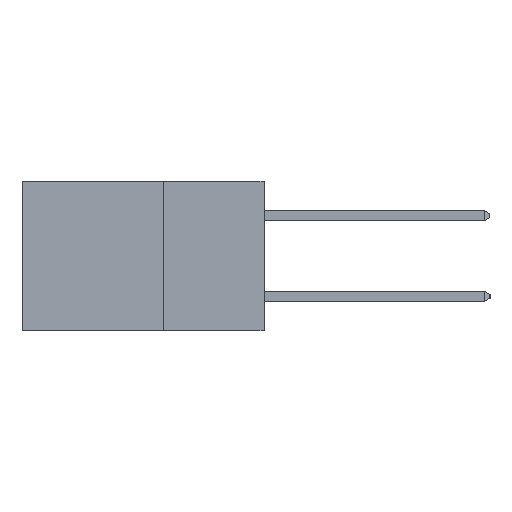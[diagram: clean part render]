
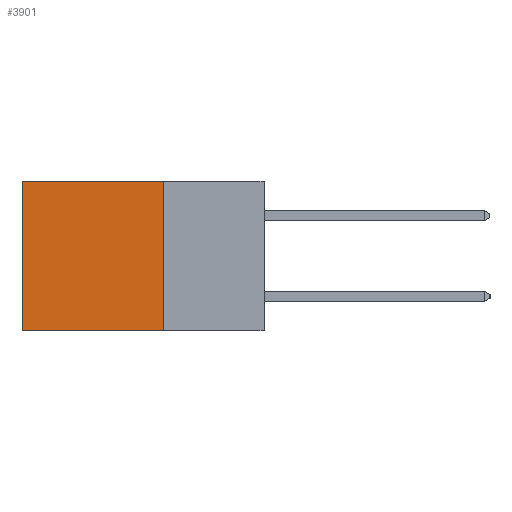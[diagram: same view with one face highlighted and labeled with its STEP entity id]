
A CAD part, left-side view. The second image highlights one B-rep face of the part: STEP entity #3901.
In plain terms, the highlighted planar face has unit normal (-1, 0, 0).
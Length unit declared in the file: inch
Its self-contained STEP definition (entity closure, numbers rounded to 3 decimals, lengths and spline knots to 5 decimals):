
#67 = EDGE_LOOP ( 'NONE', ( #872, #15310, #19273, #18194 ) ) ;
#714 = VECTOR ( 'NONE', #14667, 39.37008 ) ;
#872 = ORIENTED_EDGE ( 'NONE', *, *, #13210, .T. ) ;
#1494 = CARTESIAN_POINT ( 'NONE',  ( 0.2615, 0.25, -0.37 ) ) ;
#2263 = CARTESIAN_POINT ( 'NONE',  ( 0.2615, 0.25, -0.37 ) ) ;
#2330 = CARTESIAN_POINT ( 'NONE',  ( 0.2615, 0.25, 0. ) ) ;
#2403 = CARTESIAN_POINT ( 'NONE',  ( 0.2615, 0.25, -0.37 ) ) ;
#2982 = CARTESIAN_POINT ( 'NONE',  ( 0.2615, 0.6, -0.37 ) ) ;
#3013 = DIRECTION ( 'NONE',  ( 0., 0., -1. ) ) ;
#3901 = ADVANCED_FACE ( 'NONE', ( #13413 ), #10116, .F. ) ;
#4814 = LINE ( 'NONE', #2403, #16585 ) ;
#4858 = LINE ( 'NONE', #2330, #714 ) ;
#5369 = CARTESIAN_POINT ( 'NONE',  ( 0.2615, 0.6, 0. ) ) ;
#6198 = AXIS2_PLACEMENT_3D ( 'NONE', #10532, #9979, #9958 ) ;
#8198 = VECTOR ( 'NONE', #3013, 39.37008 ) ;
#8215 = VERTEX_POINT ( 'NONE', #12509 ) ;
#8553 = DIRECTION ( 'NONE',  ( 0., 1., 0. ) ) ;
#9293 = EDGE_CURVE ( 'NONE', #8215, #19005, #17459, .T. ) ;
#9958 = DIRECTION ( 'NONE',  ( 0., 0., -1. ) ) ;
#9979 = DIRECTION ( 'NONE',  ( 1., 0., 0. ) ) ;
#10116 = PLANE ( 'NONE',  #6198 ) ;
#10532 = CARTESIAN_POINT ( 'NONE',  ( 0.2615, 0.25, -0.37 ) ) ;
#11332 = EDGE_CURVE ( 'NONE', #19005, #16337, #4814, .T. ) ;
#12283 = CARTESIAN_POINT ( 'NONE',  ( 0.2615, 0.6, -0.37 ) ) ;
#12509 = CARTESIAN_POINT ( 'NONE',  ( 0.2615, 0.25, 0. ) ) ;
#13210 = EDGE_CURVE ( 'NONE', #18113, #16337, #19320, .T. ) ;
#13413 = FACE_OUTER_BOUND ( 'NONE', #67, .T. ) ;
#14667 = DIRECTION ( 'NONE',  ( 0., 1., 0. ) ) ;
#15310 = ORIENTED_EDGE ( 'NONE', *, *, #11332, .F. ) ;
#16069 = DIRECTION ( 'NONE',  ( 0., 0., -1. ) ) ;
#16337 = VERTEX_POINT ( 'NONE', #2982 ) ;
#16585 = VECTOR ( 'NONE', #8553, 39.37008 ) ;
#16711 = EDGE_CURVE ( 'NONE', #8215, #18113, #4858, .T. ) ;
#16995 = VECTOR ( 'NONE', #16069, 39.37008 ) ;
#17459 = LINE ( 'NONE', #2263, #16995 ) ;
#18113 = VERTEX_POINT ( 'NONE', #5369 ) ;
#18194 = ORIENTED_EDGE ( 'NONE', *, *, #16711, .T. ) ;
#19005 = VERTEX_POINT ( 'NONE', #1494 ) ;
#19273 = ORIENTED_EDGE ( 'NONE', *, *, #9293, .F. ) ;
#19320 = LINE ( 'NONE', #12283, #8198 ) ;
